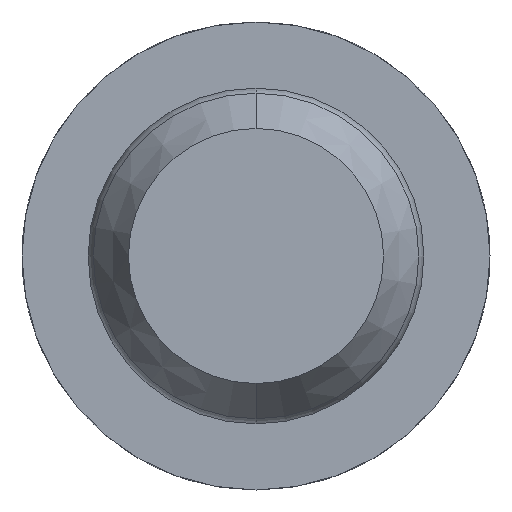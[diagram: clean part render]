
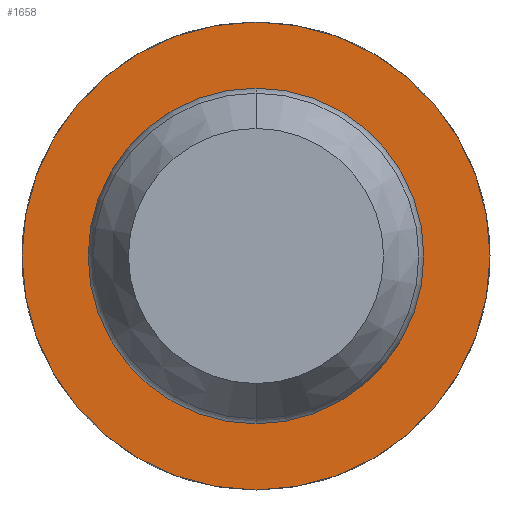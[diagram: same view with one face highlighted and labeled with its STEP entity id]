
A CAD part, front view. The second image highlights one B-rep face of the part: STEP entity #1658.
In plain terms, the highlighted planar face has unit normal (0, -1, 0).
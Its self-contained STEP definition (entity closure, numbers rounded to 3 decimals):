
#51 = AXIS2_PLACEMENT_3D ( 'NONE', #4189, #2009, #1269 ) ;
#128 = ORIENTED_EDGE ( 'NONE', *, *, #4707, .T. ) ;
#170 = PLANE ( 'NONE',  #51 ) ;
#442 = EDGE_CURVE ( 'Defeature ausgef�hrt3_4+Defeature ausgef�hrt3_5+Defeature ausgef�hrt3_5+Defeature ausgef�hrt3_5', #3096, #4590, #2507, .T. ) ;
#462 = CARTESIAN_POINT ( 'NONE',  ( 0., -10.5, 0. ) ) ;
#506 = CARTESIAN_POINT ( 'NONE',  ( 0., -10.5, 0. ) ) ;
#572 = AXIS2_PLACEMENT_3D ( 'NONE', #3477, #4580, #2045 ) ;
#631 = AXIS2_PLACEMENT_3D ( 'NONE', #2939, #1461, #2544 ) ;
#637 = EDGE_CURVE ( 'Defeature ausgef�hrt3_3+Defeature ausgef�hrt3_4+Defeature ausgef�hrt3_4+Defeature ausgef�hrt3_4', #3194, #4334, #3317, .T. ) ;
#744 = CARTESIAN_POINT ( 'NONE',  ( 0., -10.5, -1.15 ) ) ;
#1024 = ORIENTED_EDGE ( 'NONE', *, *, #1528, .F. ) ;
#1042 = FACE_OUTER_BOUND ( 'NONE', #3018, .T. ) ;
#1131 = CARTESIAN_POINT ( 'NONE',  ( 0., -10.5, 1.15 ) ) ;
#1242 = DIRECTION ( 'NONE',  ( 0., 1., 0. ) ) ;
#1269 = DIRECTION ( 'NONE',  ( 0., 0., 1. ) ) ;
#1377 = CARTESIAN_POINT ( 'NONE',  ( 0., -10.5, -0.825 ) ) ;
#1395 = EDGE_LOOP ( 'NONE', ( #1738, #128 ) ) ;
#1461 = DIRECTION ( 'NONE',  ( 0., 1., 0. ) ) ;
#1528 = EDGE_CURVE ( 'Defeature ausgef�hrt3_3+Defeature ausgef�hrt3_4+Defeature ausgef�hrt3_4+Defeature ausgef�hrt3_4', #4334, #3194, #3034, .T. ) ;
#1570 = DIRECTION ( 'NONE',  ( 0., 1., 0. ) ) ;
#1658 = ADVANCED_FACE ( 'Defeature ausgef�hrt3_4', ( #1042, #2283 ), #170, .F. ) ;
#1738 = ORIENTED_EDGE ( 'NONE', *, *, #442, .T. ) ;
#2009 = DIRECTION ( 'NONE',  ( 0., 1., 0. ) ) ;
#2045 = DIRECTION ( 'NONE',  ( 0., 0., 1. ) ) ;
#2283 = FACE_BOUND ( 'NONE', #1395, .T. ) ;
#2507 = CIRCLE ( 'NONE', #572, 0.825 ) ;
#2544 = DIRECTION ( 'NONE',  ( 0., 0., 1. ) ) ;
#2939 = CARTESIAN_POINT ( 'NONE',  ( 0., -10.5, 0. ) ) ;
#3018 = EDGE_LOOP ( 'NONE', ( #1024, #4157 ) ) ;
#3034 = CIRCLE ( 'NONE', #4153, 1.15 ) ;
#3096 = VERTEX_POINT ( 'NONE', #4093 ) ;
#3194 = VERTEX_POINT ( 'NONE', #744 ) ;
#3220 = CIRCLE ( 'NONE', #3844, 0.825 ) ;
#3317 = CIRCLE ( 'NONE', #631, 1.15 ) ;
#3399 = DIRECTION ( 'NONE',  ( 0., 0., 1. ) ) ;
#3477 = CARTESIAN_POINT ( 'NONE',  ( 0., -10.5, 0. ) ) ;
#3844 = AXIS2_PLACEMENT_3D ( 'NONE', #506, #1242, #3399 ) ;
#4093 = CARTESIAN_POINT ( 'NONE',  ( 0., -10.5, 0.825 ) ) ;
#4153 = AXIS2_PLACEMENT_3D ( 'NONE', #462, #1570, #4500 ) ;
#4157 = ORIENTED_EDGE ( 'NONE', *, *, #637, .F. ) ;
#4189 = CARTESIAN_POINT ( 'NONE',  ( 1.15, -10.5, 0. ) ) ;
#4334 = VERTEX_POINT ( 'NONE', #1131 ) ;
#4500 = DIRECTION ( 'NONE',  ( 0., 0., 1. ) ) ;
#4580 = DIRECTION ( 'NONE',  ( 0., 1., 0. ) ) ;
#4590 = VERTEX_POINT ( 'NONE', #1377 ) ;
#4707 = EDGE_CURVE ( 'Defeature ausgef�hrt3_4+Defeature ausgef�hrt3_5+Defeature ausgef�hrt3_5+Defeature ausgef�hrt3_5', #4590, #3096, #3220, .T. ) ;
